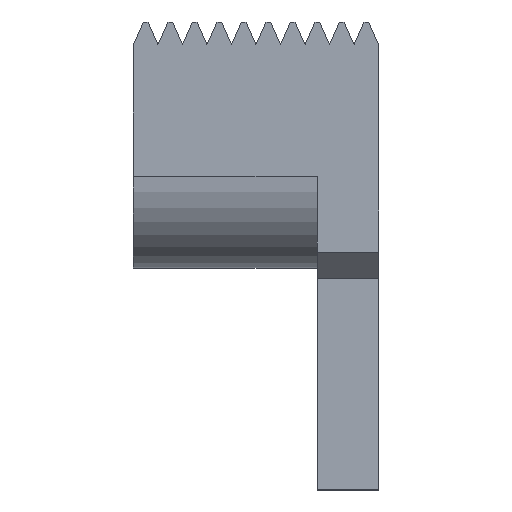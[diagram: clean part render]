
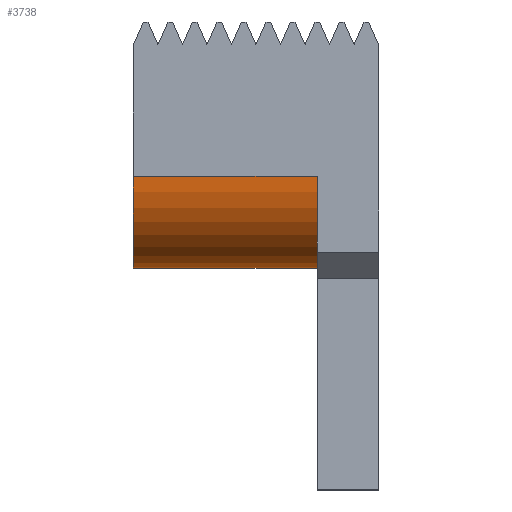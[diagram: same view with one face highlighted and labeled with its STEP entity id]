
A CAD part, left-side view. The second image highlights one B-rep face of the part: STEP entity #3738.
In plain terms, the highlighted cylindrical face has radius 7.5 mm (diameter 15 mm), a partial arc.
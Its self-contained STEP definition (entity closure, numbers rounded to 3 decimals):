
#60=CYLINDRICAL_SURFACE('',#4144,7.5);
#123=CIRCLE('',#3877,7.5);
#218=CIRCLE('',#3983,7.5);
#432=FACE_OUTER_BOUND('',#638,.T.);
#638=EDGE_LOOP('',(#3071,#3072,#3073,#3074));
#797=LINE('',#5584,#1145);
#989=LINE('',#6348,#1337);
#1145=VECTOR('',#4351,10.);
#1337=VECTOR('',#5081,10.);
#1490=VERTEX_POINT('',#5581);
#1491=VERTEX_POINT('',#5583);
#1492=VERTEX_POINT('',#5587);
#1664=VERTEX_POINT('',#5955);
#1877=EDGE_CURVE('',#1490,#1491,#797,.T.);
#1879=EDGE_CURVE('',#1491,#1492,#123,.T.);
#2065=EDGE_CURVE('',#1664,#1490,#218,.T.);
#2261=EDGE_CURVE('',#1664,#1492,#989,.T.);
#3071=ORIENTED_EDGE('',*,*,#1879,.F.);
#3072=ORIENTED_EDGE('',*,*,#1877,.F.);
#3073=ORIENTED_EDGE('',*,*,#2065,.F.);
#3074=ORIENTED_EDGE('',*,*,#2261,.T.);
#3738=ADVANCED_FACE('',(#432),#60,.T.);
#3877=AXIS2_PLACEMENT_3D('',#5588,#4355,#4356);
#3983=AXIS2_PLACEMENT_3D('',#5957,#4658,#4659);
#4144=AXIS2_PLACEMENT_3D('',#6347,#5079,#5080);
#4351=DIRECTION('',(0.,-1.,0.));
#4355=DIRECTION('center_axis',(0.,-1.,0.));
#4356=DIRECTION('ref_axis',(1.,0.,0.));
#4658=DIRECTION('center_axis',(0.,1.,0.));
#4659=DIRECTION('ref_axis',(1.,0.,0.));
#5079=DIRECTION('center_axis',(0.,1.,0.));
#5080=DIRECTION('ref_axis',(1.,0.,0.));
#5081=DIRECTION('',(0.,-1.,0.));
#5581=CARTESIAN_POINT('',(-22.456,3.565,-7.08));
#5583=CARTESIAN_POINT('',(-22.456,-11.435,-7.08));
#5584=CARTESIAN_POINT('',(-22.456,3.565,-7.08));
#5587=CARTESIAN_POINT('',(-7.456,-11.435,-7.08));
#5588=CARTESIAN_POINT('Origin',(-14.956,-11.435,-7.08));
#5955=CARTESIAN_POINT('',(-7.456,3.565,-7.08));
#5957=CARTESIAN_POINT('Origin',(-14.956,3.565,-7.08));
#6347=CARTESIAN_POINT('Origin',(-14.956,3.565,-7.08));
#6348=CARTESIAN_POINT('',(-7.456,3.565,-7.08));
